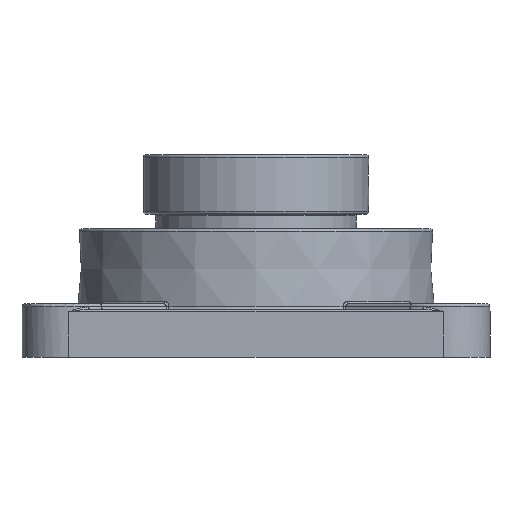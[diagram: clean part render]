
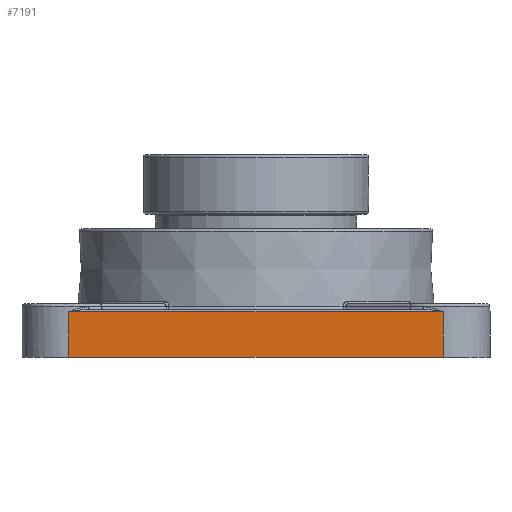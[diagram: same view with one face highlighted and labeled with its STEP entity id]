
A CAD part, front view. The second image highlights one B-rep face of the part: STEP entity #7191.
In plain terms, the highlighted planar face has unit normal (0, -1, 0).
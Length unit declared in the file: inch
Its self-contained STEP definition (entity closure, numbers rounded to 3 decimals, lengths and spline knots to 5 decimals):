
#2085=CARTESIAN_POINT('',(-2.75738,-3.44488,0.67366));
#2086=VERTEX_POINT('',#2085);
#2311=CARTESIAN_POINT('',(2.75738,-3.44488,0.67366));
#2312=VERTEX_POINT('',#2311);
#2313=CARTESIAN_POINT('',(-1.08558,-3.44488,0.67366));
#2314=DIRECTION('',(1.,0.,-0.));
#2315=VECTOR('',#2314,2.17117);
#2316=LINE('',#2313,#2315);
#2317=EDGE_CURVE('',#2086,#2312,#2316,.T.);
#3526=CARTESIAN_POINT('',(2.75738,-3.44488,0.));
#3527=VERTEX_POINT('',#3526);
#3528=CARTESIAN_POINT('',(2.75738,-3.44488,0.));
#3529=DIRECTION('',(0.,0.,1.));
#3530=VECTOR('',#3529,0.26522);
#3531=LINE('',#3528,#3530);
#3532=EDGE_CURVE('',#3527,#2312,#3531,.T.);
#3776=CARTESIAN_POINT('',(-2.75738,-3.44488,0.));
#3777=VERTEX_POINT('',#3776);
#3778=CARTESIAN_POINT('',(2.75738,-3.44488,0.));
#3779=DIRECTION('',(-1.,0.,0.));
#3780=VECTOR('',#3779,2.17117);
#3781=LINE('',#3778,#3780);
#3782=EDGE_CURVE('',#3527,#3777,#3781,.T.);
#6877=CARTESIAN_POINT('',(-2.75738,-3.44488,0.));
#6878=DIRECTION('',(0.,0.,1.));
#6879=VECTOR('',#6878,0.26522);
#6880=LINE('',#6877,#6879);
#6881=EDGE_CURVE('',#3777,#2086,#6880,.T.);
#7180=CARTESIAN_POINT('',(0.,-3.44488,0.));
#7181=DIRECTION('',(0.,-1.,0.));
#7182=DIRECTION('',(1.,0.,0.));
#7183=AXIS2_PLACEMENT_3D('',#7180,#7181,#7182);
#7184=PLANE('',#7183);
#7185=ORIENTED_EDGE('',*,*,#2317,.F.);
#7186=ORIENTED_EDGE('',*,*,#6881,.F.);
#7187=ORIENTED_EDGE('',*,*,#3782,.F.);
#7188=ORIENTED_EDGE('',*,*,#3532,.T.);
#7189=EDGE_LOOP('',(#7185,#7186,#7187,#7188));
#7190=FACE_BOUND('',#7189,.T.);
#7191=ADVANCED_FACE('',(#7190),#7184,.T.);
